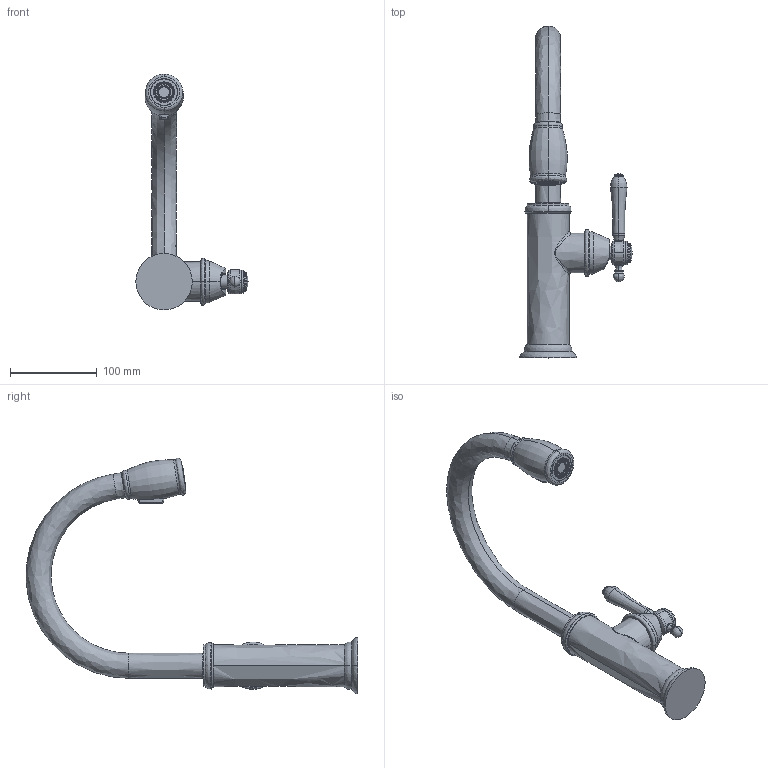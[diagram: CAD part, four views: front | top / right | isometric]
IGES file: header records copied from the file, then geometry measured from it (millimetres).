
Start section:  PTC IGES file: 1030-5223.igs
Global section: file name: 1030-5223.igs; native system: Creo Parametric by PTC Inc.; preprocessor: 2018400; author: jinson.thomas; organization: Unknown; date: 20210701.142529; units: inch
Bounding box: 129.1 x 381.49 x 271.18 mm (x, y, z)
Volume: 804209.2 mm3; surface area: 96600.3 mm2
Topology: 1 solids, 2 shells, 369 faces, 797 edges, 471 vertices
Faces by surface type: revolution 272, bspline 97
